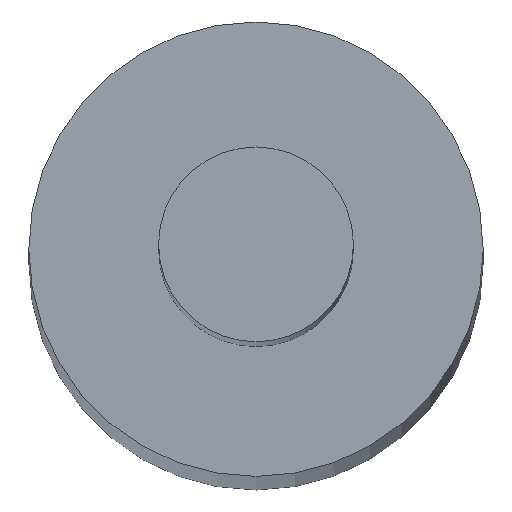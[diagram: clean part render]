
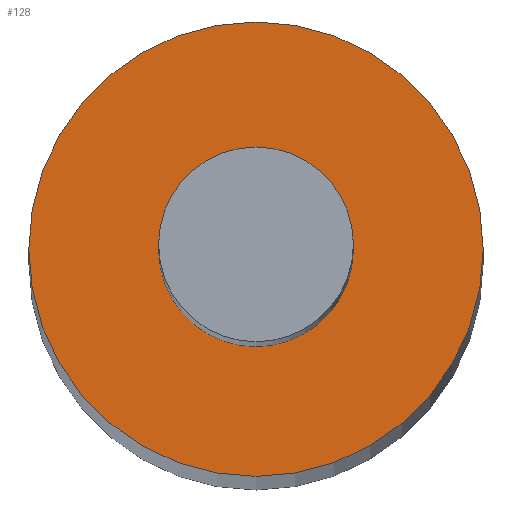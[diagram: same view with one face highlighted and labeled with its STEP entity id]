
A CAD part, top view. The second image highlights one B-rep face of the part: STEP entity #128.
In plain terms, the highlighted planar face has unit normal (0, 0, 1).
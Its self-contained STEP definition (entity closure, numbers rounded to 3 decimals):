
#19=CARTESIAN_POINT('',(0.,0.,180.));
#20=DIRECTION('',(0.,0.,1.));
#21=DIRECTION('',(1.,0.,0.));
#22=AXIS2_PLACEMENT_3D('',#19,#20,#21);
#24=CARTESIAN_POINT('',(0.,0.,180.));
#25=DIRECTION('',(0.,0.,1.));
#26=DIRECTION('',(-1.,0.,0.));
#27=AXIS2_PLACEMENT_3D('',#24,#25,#26);
#29=CARTESIAN_POINT('',(0.,0.,180.));
#30=DIRECTION('',(0.,0.,1.));
#31=DIRECTION('',(1.,0.,0.));
#32=AXIS2_PLACEMENT_3D('',#29,#30,#31);
#34=CARTESIAN_POINT('',(0.,0.,180.));
#35=DIRECTION('',(0.,0.,1.));
#36=DIRECTION('',(-1.,0.,0.));
#37=AXIS2_PLACEMENT_3D('',#34,#35,#36);
#61=CARTESIAN_POINT('',(5.25,0.,180.));
#62=CARTESIAN_POINT('',(-5.25,0.,180.));
#63=VERTEX_POINT('',#61);
#64=VERTEX_POINT('',#62);
#69=CARTESIAN_POINT('',(2.25,0.,180.));
#70=CARTESIAN_POINT('',(-2.25,0.,180.));
#71=VERTEX_POINT('',#69);
#72=VERTEX_POINT('',#70);
#113=CARTESIAN_POINT('',(0.,0.,180.));
#114=DIRECTION('',(0.,0.,1.));
#115=DIRECTION('',(1.,0.,0.));
#116=AXIS2_PLACEMENT_3D('',#113,#114,#115);
#117=PLANE('',#116);
#118=ORIENTED_EDGE('',*,*,#93,.F.);
#119=ORIENTED_EDGE('',*,*,#107,.F.);
#120=EDGE_LOOP('',(#118,#119));
#121=FACE_OUTER_BOUND('',#120,.F.);
#123=ORIENTED_EDGE('',*,*,#122,.T.);
#125=ORIENTED_EDGE('',*,*,#124,.T.);
#126=EDGE_LOOP('',(#123,#125));
#127=FACE_BOUND('',#126,.F.);
#128=ADVANCED_FACE('',(#121,#127),#117,.T.);
#23=CIRCLE('',#22,5.25);
#28=CIRCLE('',#27,5.25);
#33=CIRCLE('',#32,2.25);
#38=CIRCLE('',#37,2.25);
#93=EDGE_CURVE('',#63,#64,#23,.T.);
#107=EDGE_CURVE('',#64,#63,#28,.T.);
#122=EDGE_CURVE('',#71,#72,#33,.T.);
#124=EDGE_CURVE('',#72,#71,#38,.T.);
